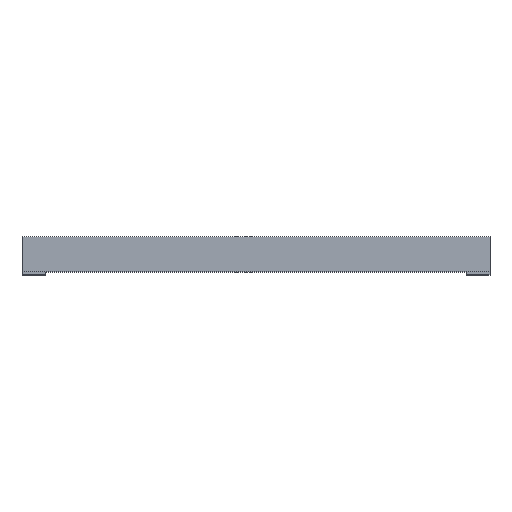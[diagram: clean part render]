
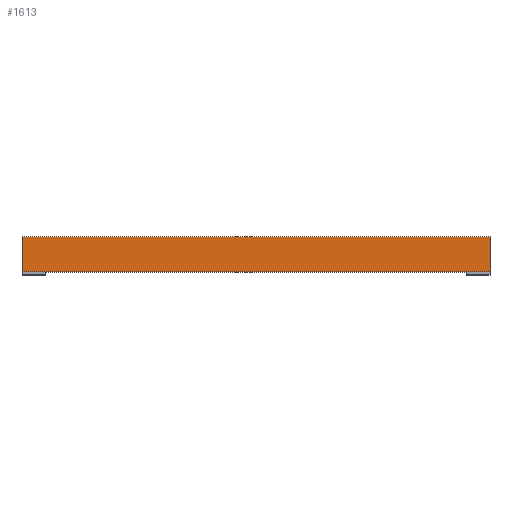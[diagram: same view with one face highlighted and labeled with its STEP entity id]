
A CAD part, top view. The second image highlights one B-rep face of the part: STEP entity #1613.
In plain terms, the highlighted planar face has unit normal (0, 0, 1).
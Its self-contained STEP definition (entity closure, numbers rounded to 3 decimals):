
#49 = ORIENTED_EDGE ( 'NONE', *, *, #1837, .T. ) ;
#220 = CARTESIAN_POINT ( 'NONE',  ( 4., 0.05, 3. ) ) ;
#353 = LINE ( 'NONE', #4608, #1930 ) ;
#656 = CARTESIAN_POINT ( 'NONE',  ( -4., 0.65, 3. ) ) ;
#742 = DIRECTION ( 'NONE',  ( 0., 1., 0. ) ) ;
#860 = DIRECTION ( 'NONE',  ( 0., 0., 1. ) ) ;
#999 = CARTESIAN_POINT ( 'NONE',  ( -4., 0.05, 3. ) ) ;
#1273 = ORIENTED_EDGE ( 'NONE', *, *, #4602, .F. ) ;
#1324 = VERTEX_POINT ( 'NONE', #220 ) ;
#1342 = VERTEX_POINT ( 'NONE', #4885 ) ;
#1370 = AXIS2_PLACEMENT_3D ( 'NONE', #2802, #860, #3966 ) ;
#1539 = FACE_OUTER_BOUND ( 'NONE', #3972, .T. ) ;
#1576 = DIRECTION ( 'NONE',  ( 0., 1., 0. ) ) ;
#1613 = ADVANCED_FACE ( 'NONE', ( #1539 ), #2411, .T. ) ;
#1643 = CARTESIAN_POINT ( 'NONE',  ( -4., 0.05, 3. ) ) ;
#1837 = EDGE_CURVE ( 'NONE', #1324, #1342, #353, .T. ) ;
#1930 = VECTOR ( 'NONE', #742, 1000. ) ;
#2392 = VECTOR ( 'NONE', #1576, 1000. ) ;
#2411 = PLANE ( 'NONE',  #1370 ) ;
#2567 = EDGE_CURVE ( 'NONE', #1324, #3702, #3939, .T. ) ;
#2790 = CARTESIAN_POINT ( 'NONE',  ( -4., -10., 3. ) ) ;
#2802 = CARTESIAN_POINT ( 'NONE',  ( -4., -10., 3. ) ) ;
#2892 = VECTOR ( 'NONE', #4851, 1000. ) ;
#3152 = ORIENTED_EDGE ( 'NONE', *, *, #2567, .F. ) ;
#3579 = VECTOR ( 'NONE', #3911, 1000. ) ;
#3644 = VERTEX_POINT ( 'NONE', #4511 ) ;
#3702 = VERTEX_POINT ( 'NONE', #999 ) ;
#3911 = DIRECTION ( 'NONE',  ( -1., 0., 0. ) ) ;
#3939 = LINE ( 'NONE', #1643, #3579 ) ;
#3966 = DIRECTION ( 'NONE',  ( 1., 0., 0. ) ) ;
#3972 = EDGE_LOOP ( 'NONE', ( #3152, #49, #1273, #4179 ) ) ;
#4179 = ORIENTED_EDGE ( 'NONE', *, *, #4791, .F. ) ;
#4511 = CARTESIAN_POINT ( 'NONE',  ( -4., 0.65, 3. ) ) ;
#4521 = LINE ( 'NONE', #656, #2892 ) ;
#4602 = EDGE_CURVE ( 'NONE', #3644, #1342, #4521, .T. ) ;
#4608 = CARTESIAN_POINT ( 'NONE',  ( 4., -10., 3. ) ) ;
#4706 = LINE ( 'NONE', #2790, #2392 ) ;
#4791 = EDGE_CURVE ( 'NONE', #3702, #3644, #4706, .T. ) ;
#4851 = DIRECTION ( 'NONE',  ( 1., 0., 0. ) ) ;
#4885 = CARTESIAN_POINT ( 'NONE',  ( 4., 0.65, 3. ) ) ;
